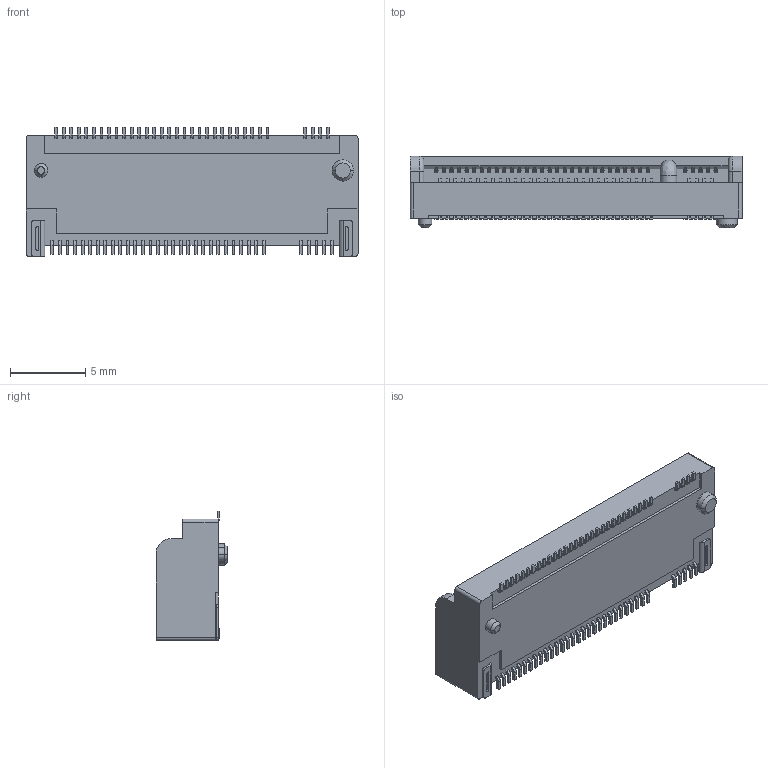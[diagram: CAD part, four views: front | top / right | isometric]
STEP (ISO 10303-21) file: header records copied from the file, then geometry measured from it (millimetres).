
FILE_DESCRIPTION (( 'STEP AP214' ), '1' );
FILE_NAME ('MDT420M01003.STEP', '2023-04-24T18:49:36', ( '' ), ( '' ), 'SwSTEP 2.0', 'SolidWorks 2021', '' );
FILE_SCHEMA (( 'AUTOMOTIVE_DESIGN' ));
Length unit declared in the file: millimetre
Products named in the file (2): MDT420M01003--3DModel-STEP-533217; MDT420M01003
Assembly tree (1 placements, depth 2):
  MDT420M01003
    MDT420M01003--3DModel-STEP-533217
Bounding box: 22 x 4.77 x 8.55 mm (x, y, z)
Volume: 530.2 mm3; surface area: 753 mm2
Topology: 1 solids, 1 shells, 1664 faces, 4463 edges, 2883 vertices
Faces by surface type: plane 1289, cylinder 366, cone 6, torus 2, bspline 1
Entity records: 51648 total; most frequent: CARTESIAN_POINT 9569, ORIENTED_EDGE 8926, DIRECTION 8369, EDGE_CURVE 4463, VECTOR 3541, LINE 3541, VERTEX_POINT 2883, AXIS2_PLACEMENT_3D 2414
